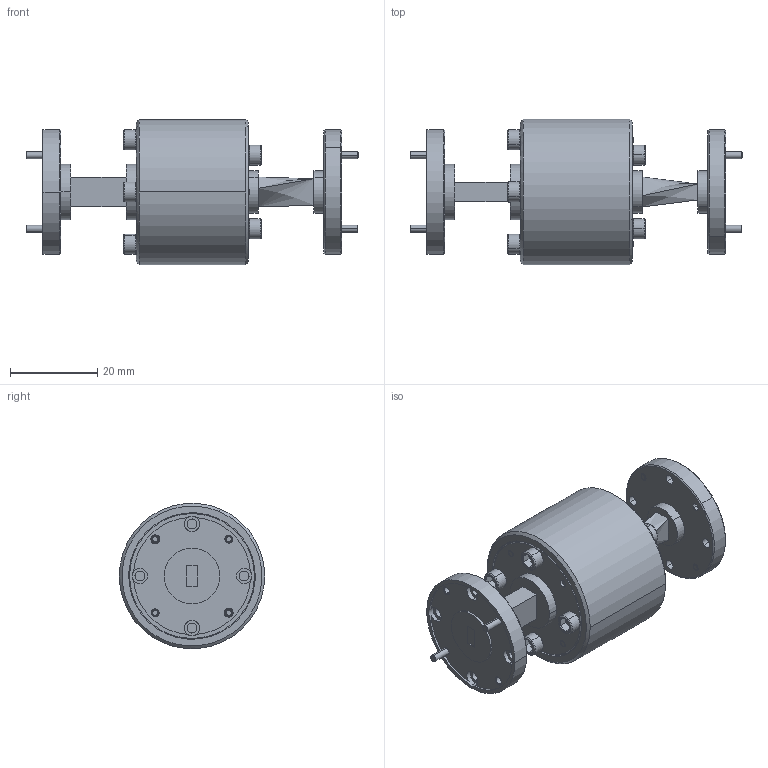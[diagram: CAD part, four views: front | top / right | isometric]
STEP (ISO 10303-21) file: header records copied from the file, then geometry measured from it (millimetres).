
FILE_DESCRIPTION (( 'STEP AP214' ), '1' );
FILE_NAME ('TF-SU-A, Defeatured.STEP', '2023-06-02T22:54:13', ( '' ), ( '' ), 'SwSTEP 2.0', 'SolidWorks 2021', '' );
FILE_SCHEMA (( 'AUTOMOTIVE_DESIGN' ));
Length unit declared in the file: inch
Products named in the file (1): TF-SU-A, Defeatured
Bounding box: 75.93 x 33.27 x 33.19 mm (x, y, z)
Volume: 28619.7 mm3; surface area: 9743.6 mm2
Topology: 5 solids, 13 shells, 425 faces, 945 edges, 588 vertices
Faces by surface type: cylinder 199, plane 136, cone 70, torus 16, bspline 4
Entity records: 17245 total; most frequent: DIRECTION 2166, CARTESIAN_POINT 2152, ORIENTED_EDGE 1890, EDGE_CURVE 945, AXIS2_PLACEMENT_3D 850, VERTEX_POINT 588, EDGE_LOOP 515, LINE 466
